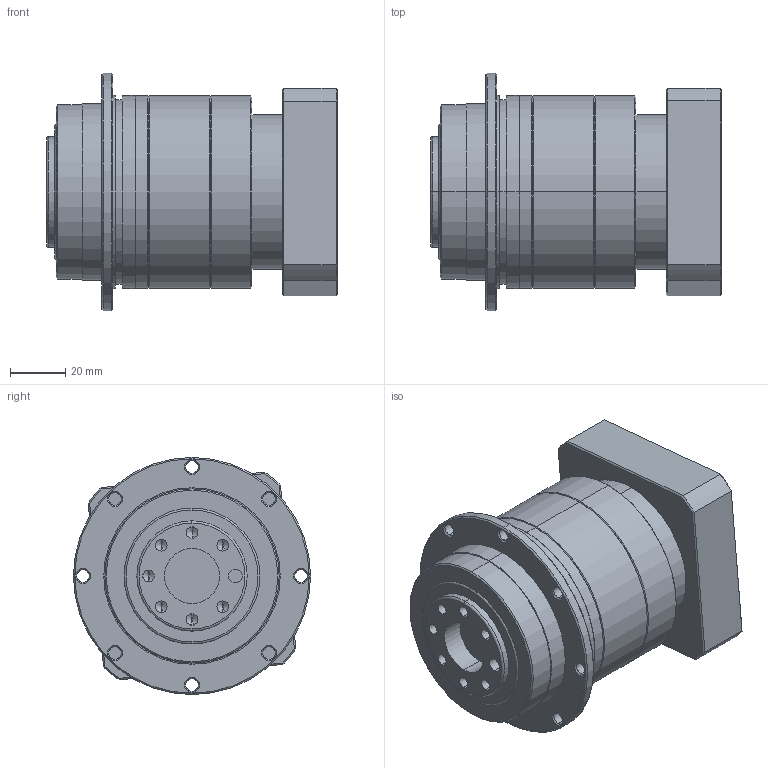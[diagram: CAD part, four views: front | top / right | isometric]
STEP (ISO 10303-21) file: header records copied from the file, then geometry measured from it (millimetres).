
FILE_DESCRIPTION (( 'STEP AP203' ), '1' );
FILE_NAME ('TD064-L2-11-60-75-M5-34-5.STEP', '2021-02-19T02:40:14', ( '' ), ( '' ), 'SwSTEP 2.0', 'SolidWorks 2017', '' );
FILE_SCHEMA (( 'CONFIG_CONTROL_DESIGN' ));
Length unit declared in the file: millimetre
Products named in the file (1): TD064-L2-11-60-75-M5-34-5
Bounding box: 105.5 x 86 x 86 mm (x, y, z)
Volume: 364876.7 mm3; surface area: 54927.4 mm2
Topology: 4 solids, 4 shells, 225 faces, 508 edges, 297 vertices
Faces by surface type: cylinder 98, cone 79, plane 44, torus 4
Entity records: 6420 total; most frequent: CARTESIAN_POINT 1236, DIRECTION 1165, ORIENTED_EDGE 972, EDGE_CURVE 486, AXIS2_PLACEMENT_3D 478, VERTEX_POINT 297, EDGE_LOOP 277, CIRCLE 252
